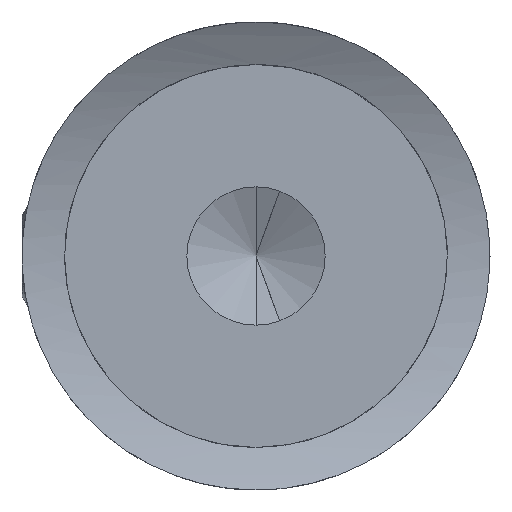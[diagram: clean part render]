
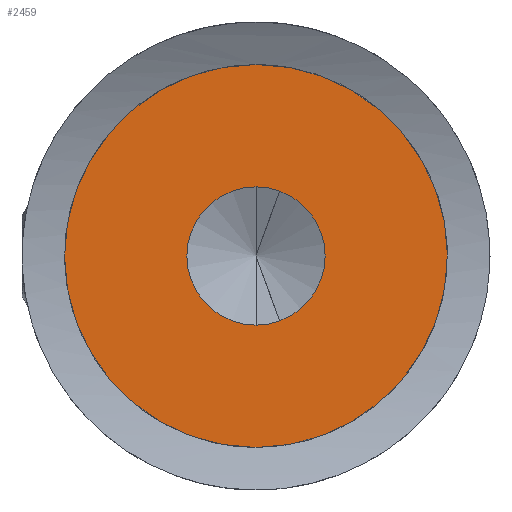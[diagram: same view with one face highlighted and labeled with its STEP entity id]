
A CAD part, left-side view. The second image highlights one B-rep face of the part: STEP entity #2459.
In plain terms, the highlighted planar face has unit normal (-1, 0, 0).
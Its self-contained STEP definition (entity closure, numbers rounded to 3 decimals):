
#35 = EDGE_LOOP ( 'NONE', ( #503, #1351 ) ) ;
#84 = EDGE_CURVE ( 'NONE', #2337, #462, #440, .T. ) ;
#296 = CARTESIAN_POINT ( 'NONE',  ( 8.5, 3.25, 0. ) ) ;
#300 = AXIS2_PLACEMENT_3D ( 'NONE', #1844, #937, #1612 ) ;
#341 = FACE_OUTER_BOUND ( 'NONE', #2751, .T. ) ;
#386 = CARTESIAN_POINT ( 'NONE',  ( 8.5, 0., -3.25 ) ) ;
#397 = AXIS2_PLACEMENT_3D ( 'NONE', #1836, #2702, #1815 ) ;
#440 = CIRCLE ( 'NONE', #397, 3.25 ) ;
#462 = VERTEX_POINT ( 'NONE', #386 ) ;
#503 = ORIENTED_EDGE ( 'NONE', *, *, #84, .F. ) ;
#616 = EDGE_CURVE ( 'NONE', #462, #2337, #2669, .T. ) ;
#638 = DIRECTION ( 'NONE',  ( -1., 0., 0. ) ) ;
#652 = DIRECTION ( 'NONE',  ( 0., 0., 1. ) ) ;
#844 = CARTESIAN_POINT ( 'NONE',  ( 8.5, 0., 9. ) ) ;
#879 = FACE_BOUND ( 'NONE', #35, .T. ) ;
#937 = DIRECTION ( 'NONE',  ( -1., 0., 0. ) ) ;
#969 = PLANE ( 'NONE',  #2604 ) ;
#1016 = EDGE_CURVE ( 'NONE', #1212, #2818, #2499, .T. ) ;
#1147 = CARTESIAN_POINT ( 'NONE',  ( 8.5, 0., -9. ) ) ;
#1212 = VERTEX_POINT ( 'NONE', #844 ) ;
#1268 = DIRECTION ( 'NONE',  ( -1., 0., 0. ) ) ;
#1351 = ORIENTED_EDGE ( 'NONE', *, *, #616, .F. ) ;
#1352 = ORIENTED_EDGE ( 'NONE', *, *, #1016, .T. ) ;
#1427 = DIRECTION ( 'NONE',  ( 0., 0., -1. ) ) ;
#1454 = AXIS2_PLACEMENT_3D ( 'NONE', #1558, #638, #652 ) ;
#1558 = CARTESIAN_POINT ( 'NONE',  ( 8.5, 0., 0. ) ) ;
#1573 = CIRCLE ( 'NONE', #300, 9. ) ;
#1612 = DIRECTION ( 'NONE',  ( 0., 0., 1. ) ) ;
#1699 = CARTESIAN_POINT ( 'NONE',  ( 8.5, 0., 0. ) ) ;
#1724 = AXIS2_PLACEMENT_3D ( 'NONE', #1699, #1268, #2136 ) ;
#1815 = DIRECTION ( 'NONE',  ( 0., 0., 1. ) ) ;
#1821 = EDGE_CURVE ( 'NONE', #2818, #1212, #1573, .T. ) ;
#1836 = CARTESIAN_POINT ( 'NONE',  ( 8.5, 0., 0. ) ) ;
#1844 = CARTESIAN_POINT ( 'NONE',  ( 8.5, 0., 0. ) ) ;
#1878 = ORIENTED_EDGE ( 'NONE', *, *, #1821, .T. ) ;
#2127 = CARTESIAN_POINT ( 'NONE',  ( 8.5, 0., 3.25 ) ) ;
#2136 = DIRECTION ( 'NONE',  ( 0., 0., 1. ) ) ;
#2337 = VERTEX_POINT ( 'NONE', #2127 ) ;
#2459 = ADVANCED_FACE ( 'NONE', ( #879, #341 ), #969, .F. ) ;
#2499 = CIRCLE ( 'NONE', #1724, 9. ) ;
#2604 = AXIS2_PLACEMENT_3D ( 'NONE', #296, #2762, #1427 ) ;
#2669 = CIRCLE ( 'NONE', #1454, 3.25 ) ;
#2702 = DIRECTION ( 'NONE',  ( -1., 0., 0. ) ) ;
#2751 = EDGE_LOOP ( 'NONE', ( #1352, #1878 ) ) ;
#2762 = DIRECTION ( 'NONE',  ( 1., 0., 0. ) ) ;
#2818 = VERTEX_POINT ( 'NONE', #1147 ) ;
